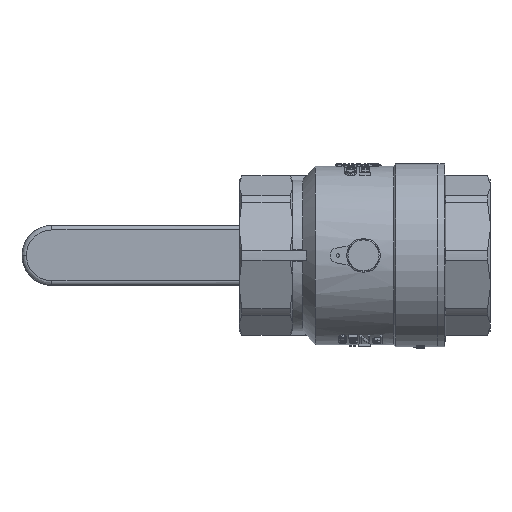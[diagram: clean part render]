
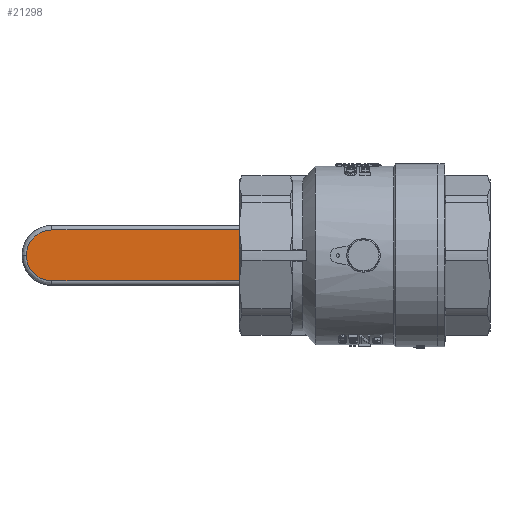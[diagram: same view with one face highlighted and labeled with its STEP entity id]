
A CAD part, front view. The second image highlights one B-rep face of the part: STEP entity #21298.
In plain terms, the highlighted planar face has unit normal (0, -1, 0).
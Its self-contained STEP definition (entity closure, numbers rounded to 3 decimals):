
#1922=CIRCLE('',#22727,11.5);
#1923=CIRCLE('',#22728,11.5);
#2530=ORIENTED_EDGE('',*,*,#9193,.T.);
#2531=ORIENTED_EDGE('',*,*,#9194,.T.);
#2532=ORIENTED_EDGE('',*,*,#9195,.F.);
#2533=ORIENTED_EDGE('',*,*,#9196,.F.);
#2534=ORIENTED_EDGE('',*,*,#9197,.F.);
#9193=EDGE_CURVE('',#12539,#12540,#14814,.T.);
#9194=EDGE_CURVE('',#12540,#12541,#14815,.T.);
#9195=EDGE_CURVE('',#12542,#12541,#1922,.T.);
#9196=EDGE_CURVE('',#12543,#12542,#1923,.T.);
#9197=EDGE_CURVE('',#12539,#12543,#14816,.T.);
#12539=VERTEX_POINT('',#33592);
#12540=VERTEX_POINT('',#33593);
#12541=VERTEX_POINT('',#33595);
#12542=VERTEX_POINT('',#33597);
#12543=VERTEX_POINT('',#33599);
#14814=LINE('',#33591,#16157);
#14815=LINE('',#33594,#16158);
#14816=LINE('',#33600,#16159);
#16157=VECTOR('',#25971,1000.);
#16158=VECTOR('',#25972,1000.);
#16159=VECTOR('',#25977,1000.);
#17468=EDGE_LOOP('',(#2530,#2531,#2532,#2533,#2534));
#18877=FACE_BOUND('',#17468,.T.);
#20277=PLANE('',#22726);
#21298=ADVANCED_FACE('',(#18877),#20277,.T.);
#22726=AXIS2_PLACEMENT_3D('',#33590,#25969,#25970);
#22727=AXIS2_PLACEMENT_3D('',#33596,#25973,#25974);
#22728=AXIS2_PLACEMENT_3D('',#33598,#25975,#25976);
#25969=DIRECTION('',(0.,-1.,0.));
#25970=DIRECTION('',(-1.,0.,0.));
#25971=DIRECTION('',(0.,0.,-1.));
#25972=DIRECTION('',(1.,0.,0.));
#25973=DIRECTION('',(0.,1.,0.));
#25974=DIRECTION('',(1.,0.,0.));
#25975=DIRECTION('',(0.,1.,0.));
#25976=DIRECTION('',(0.,0.,1.));
#25977=DIRECTION('',(1.,0.,0.));
#33590=CARTESIAN_POINT('',(154.,85.75,-31.));
#33591=CARTESIAN_POINT('',(48.107,85.75,-31.));
#33592=CARTESIAN_POINT('',(48.107,85.75,-19.5));
#33593=CARTESIAN_POINT('',(48.107,85.75,-42.5));
#33594=CARTESIAN_POINT('',(94.303,85.75,-42.5));
#33595=CARTESIAN_POINT('',(140.5,85.75,-42.5));
#33596=CARTESIAN_POINT('',(140.5,85.75,-31.));
#33597=CARTESIAN_POINT('',(152.,85.75,-31.));
#33598=CARTESIAN_POINT('',(140.5,85.75,-31.));
#33599=CARTESIAN_POINT('',(140.5,85.75,-19.5));
#33600=CARTESIAN_POINT('',(93.303,85.75,-19.5));
